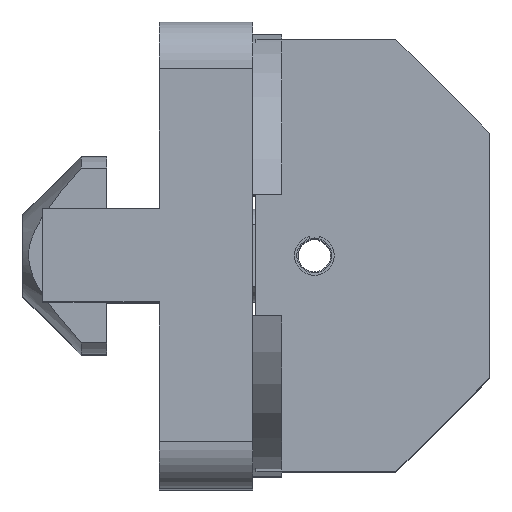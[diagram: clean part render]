
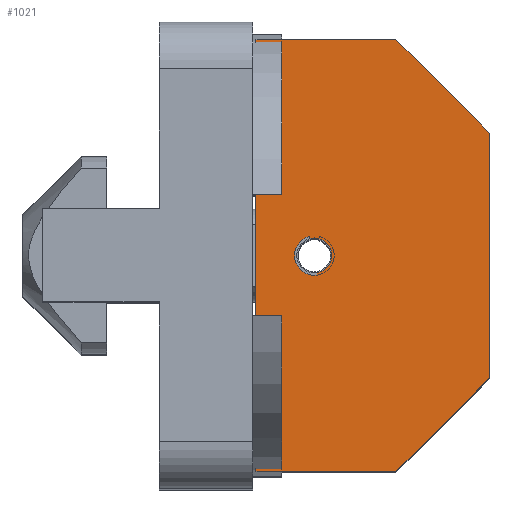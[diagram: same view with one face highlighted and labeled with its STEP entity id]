
A CAD part, top view. The second image highlights one B-rep face of the part: STEP entity #1021.
In plain terms, the highlighted face is planar.
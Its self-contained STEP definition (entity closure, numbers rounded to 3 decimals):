
#1021=ADVANCED_FACE('',(#1305,#1306),#1307,.T.);
#1305=FACE_BOUND('',#1607,.T.);
#1306=FACE_OUTER_BOUND('',#1608,.T.);
#1307=PLANE('',#1609);
#1607=EDGE_LOOP('',(#2018));
#1608=EDGE_LOOP('',(#2019,#2020,#2021,#2022,#2023,#2024));
#1609=AXIS2_PLACEMENT_3D('',#2025,#2026,#2027);
#2018=ORIENTED_EDGE('',*,*,#2680,.F.);
#2019=ORIENTED_EDGE('',*,*,#2681,.T.);
#2020=ORIENTED_EDGE('',*,*,#2682,.T.);
#2021=ORIENTED_EDGE('',*,*,#2676,.F.);
#2022=ORIENTED_EDGE('',*,*,#2674,.T.);
#2023=ORIENTED_EDGE('',*,*,#2683,.T.);
#2024=ORIENTED_EDGE('',*,*,#2684,.T.);
#2025=CARTESIAN_POINT('',(0.0,5.0,0.0));
#2026=DIRECTION('',(0.0,1.0,0.0));
#2027=DIRECTION('',(0.0,0.0,1.0));
#2674=EDGE_CURVE('',#3010,#3014,#3016,.T.);
#2676=EDGE_CURVE('',#3010,#3018,#3019,.T.);
#2680=EDGE_CURVE('',#3024,#3024,#3025,.T.);
#2681=EDGE_CURVE('',#3026,#3027,#3028,.T.);
#2682=EDGE_CURVE('',#3027,#3018,#3029,.F.);
#2683=EDGE_CURVE('',#3014,#3030,#3031,.T.);
#2684=EDGE_CURVE('',#3030,#3026,#3032,.F.);
#3010=VERTEX_POINT('',#3546);
#3014=VERTEX_POINT('',#3552);
#3016=LINE('',#3555,#3556);
#3018=VERTEX_POINT('',#3558);
#3019=LINE('',#3559,#3560);
#3024=VERTEX_POINT('',#3567);
#3025=CIRCLE('',#3568,1.5);
#3026=VERTEX_POINT('',#3569);
#3027=VERTEX_POINT('',#3570);
#3028=LINE('',#3571,#3572);
#3029=LINE('',#3573,#3574);
#3030=VERTEX_POINT('',#3575);
#3031=LINE('',#3576,#3577);
#3032=LINE('',#3578,#3579);
#3546=CARTESIAN_POINT('',(18.5,5.0,0.0));
#3552=CARTESIAN_POINT('',(-18.5,5.0,0.0));
#3555=CARTESIAN_POINT('',(0.0,5.0,0.0));
#3556=VECTOR('',#4117,1.0);
#3558=CARTESIAN_POINT('',(18.5,5.0,12.0));
#3559=CARTESIAN_POINT('',(18.5,5.0,0.0));
#3560=VECTOR('',#4118,1.0);
#3567=CARTESIAN_POINT('',(0.0,5.0,6.5));
#3568=AXIS2_PLACEMENT_3D('',#4121,#4122,#4123);
#3569=CARTESIAN_POINT('',(-10.5,5.0,20.0));
#3570=CARTESIAN_POINT('',(10.5,5.0,20.0));
#3571=CARTESIAN_POINT('',(0.0,5.0,20.0));
#3572=VECTOR('',#4124,1.0);
#3573=CARTESIAN_POINT('',(15.25,5.0,15.25));
#3574=VECTOR('',#4125,1.0);
#3575=CARTESIAN_POINT('',(-18.5,5.0,12.0));
#3576=CARTESIAN_POINT('',(-18.5,5.0,0.0));
#3577=VECTOR('',#4126,1.0);
#3578=CARTESIAN_POINT('',(-15.25,5.0,15.25));
#3579=VECTOR('',#4127,1.0);
#4117=DIRECTION('',(-1.0,0.0,0.0));
#4118=DIRECTION('',(0.0,0.0,1.0));
#4121=CARTESIAN_POINT('',(0.0,5.0,5.0));
#4122=DIRECTION('',(0.0,1.0,0.0));
#4123=DIRECTION('',(0.0,0.0,1.0));
#4124=DIRECTION('',(1.0,0.0,0.0));
#4125=DIRECTION('',(-0.707,0.0,0.707));
#4126=DIRECTION('',(0.0,0.0,1.0));
#4127=DIRECTION('',(-0.707,0.0,-0.707));
